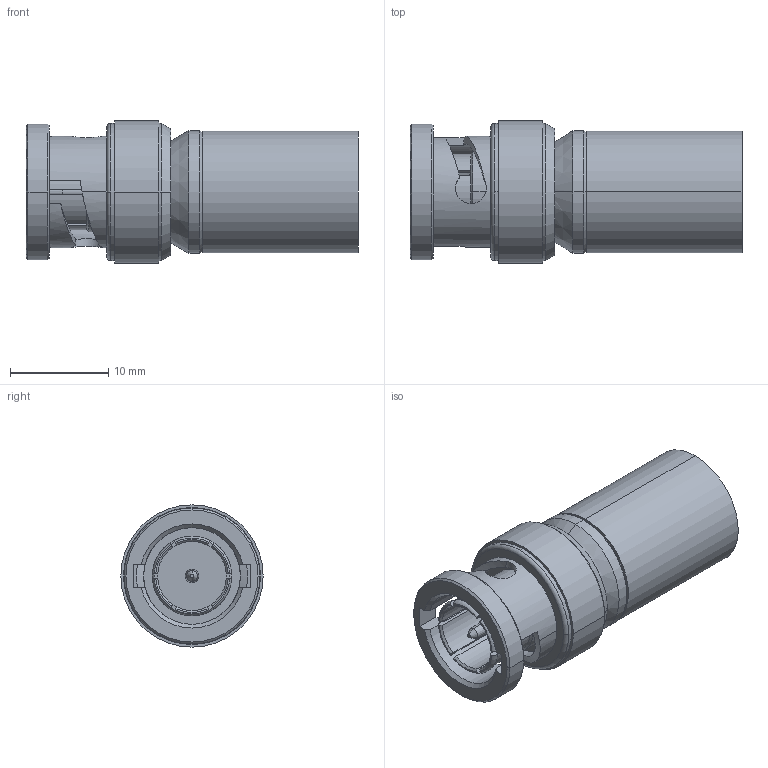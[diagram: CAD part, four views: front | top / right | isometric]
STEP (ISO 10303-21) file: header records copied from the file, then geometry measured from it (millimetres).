
FILE_DESCRIPTION((''),'2;1');
FILE_NAME('31-70560-12G_SW0001','2019-02-04T',('Kaviyarasan'),(''),'CREO PARAMETRIC BY PTC INC, 2017020','CREO PARAMETRIC BY PTC INC, 2017020','');
FILE_SCHEMA(('CONFIG_CONTROL_DESIGN'));
Length unit declared in the file: inch
Products named in the file (1): 31-70560-12G_SW0001
Bounding box: 33.79 x 14.48 x 14.48 mm (x, y, z)
Volume: 2862.6 mm3; surface area: 2880 mm2
Topology: 1 solids, 1 shells, 144 faces, 364 edges, 230 vertices
Faces by surface type: cylinder 52, plane 44, cone 36, torus 8, bspline 4
Entity records: 4935 total; most frequent: CARTESIAN_POINT 1443, ORIENTED_EDGE 728, DIRECTION 724, EDGE_CURVE 364, AXIS2_PLACEMENT_3D 290, VERTEX_POINT 230, EDGE_LOOP 156, CIRCLE 150
